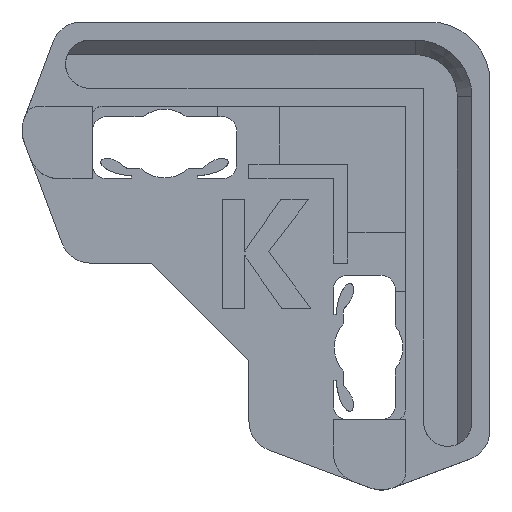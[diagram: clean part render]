
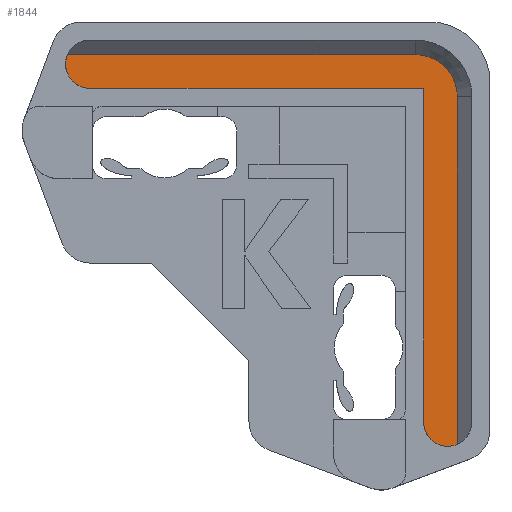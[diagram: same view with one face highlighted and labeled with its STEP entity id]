
A CAD part, top view. The second image highlights one B-rep face of the part: STEP entity #1844.
In plain terms, the highlighted planar face has unit normal (0, 0, 1).
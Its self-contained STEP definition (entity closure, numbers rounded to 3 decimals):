
#318 = EDGE_CURVE ( 'NONE', #1975, #3916, #4694, .T. ) ;
#396 = AXIS2_PLACEMENT_3D ( 'NONE', #1923, #2773, #2805 ) ;
#405 = EDGE_CURVE ( 'NONE', #3916, #1343, #703, .T. ) ;
#528 = CARTESIAN_POINT ( 'NONE',  ( 34.684, 17.3, 1.4 ) ) ;
#586 = DIRECTION ( 'NONE',  ( 0., 0., 1. ) ) ;
#606 = AXIS2_PLACEMENT_3D ( 'NONE', #4793, #3964, #1812 ) ;
#703 = LINE ( 'NONE', #2743, #5007 ) ;
#755 = CARTESIAN_POINT ( 'NONE',  ( 38.191, -15.042, 1.4 ) ) ;
#856 = CIRCLE ( 'NONE', #1391, 2. ) ;
#1033 = PLANE ( 'NONE',  #396 ) ;
#1250 = DIRECTION ( 'NONE',  ( 1., 0., 0. ) ) ;
#1257 = VECTOR ( 'NONE', #3359, 1000. ) ;
#1280 = CARTESIAN_POINT ( 'NONE',  ( 34.691, 13.8, 1.4 ) ) ;
#1324 = DIRECTION ( 'NONE',  ( 0., 1., 0. ) ) ;
#1343 = VERTEX_POINT ( 'NONE', #1686 ) ;
#1361 = EDGE_CURVE ( 'NONE', #5557, #2026, #3674, .T. ) ;
#1391 = AXIS2_PLACEMENT_3D ( 'NONE', #3939, #586, #1869 ) ;
#1578 = DIRECTION ( 'NONE',  ( -1., 0., 0. ) ) ;
#1647 = VECTOR ( 'NONE', #1578, 1000. ) ;
#1686 = CARTESIAN_POINT ( 'NONE',  ( 35.391, 14.5, 1.4 ) ) ;
#1741 = EDGE_CURVE ( 'NONE', #2506, #4872, #856, .T. ) ;
#1812 = DIRECTION ( 'NONE',  ( 1., 0., 0. ) ) ;
#1844 = ADVANCED_FACE ( 'NONE', ( #1951 ), #1033, .T. ) ;
#1869 = DIRECTION ( 'NONE',  ( 1., 0., 0. ) ) ;
#1923 = CARTESIAN_POINT ( 'NONE',  ( 0., 0., 1.4 ) ) ;
#1951 = FACE_OUTER_BOUND ( 'NONE', #2157, .T. ) ;
#1975 = VERTEX_POINT ( 'NONE', #3459 ) ;
#2000 = LINE ( 'NONE', #5466, #1647 ) ;
#2026 = VERTEX_POINT ( 'NONE', #528 ) ;
#2139 = EDGE_CURVE ( 'NONE', #4872, #5557, #5220, .T. ) ;
#2157 = EDGE_LOOP ( 'NONE', ( #2226, #5111, #3282, #3059, #3394, #3239, #2939 ) ) ;
#2226 = ORIENTED_EDGE ( 'NONE', *, *, #1741, .T. ) ;
#2300 = EDGE_CURVE ( 'NONE', #2026, #1975, #2000, .T. ) ;
#2506 = VERTEX_POINT ( 'NONE', #3979 ) ;
#2743 = CARTESIAN_POINT ( 'NONE',  ( 0., 14.5, 1.4 ) ) ;
#2769 = AXIS2_PLACEMENT_3D ( 'NONE', #1280, #5146, #1250 ) ;
#2773 = DIRECTION ( 'NONE',  ( 0., 0., 1. ) ) ;
#2774 = EDGE_CURVE ( 'NONE', #2506, #1343, #5093, .T. ) ;
#2805 = DIRECTION ( 'NONE',  ( 1., 0., 0. ) ) ;
#2884 = CARTESIAN_POINT ( 'NONE',  ( 35.391, 0., 1.4 ) ) ;
#2939 = ORIENTED_EDGE ( 'NONE', *, *, #2774, .F. ) ;
#3059 = ORIENTED_EDGE ( 'NONE', *, *, #2300, .T. ) ;
#3169 = DIRECTION ( 'NONE',  ( 1., 0., 0. ) ) ;
#3239 = ORIENTED_EDGE ( 'NONE', *, *, #405, .T. ) ;
#3282 = ORIENTED_EDGE ( 'NONE', *, *, #1361, .T. ) ;
#3359 = DIRECTION ( 'NONE',  ( 0., 1., 0. ) ) ;
#3394 = ORIENTED_EDGE ( 'NONE', *, *, #318, .T. ) ;
#3459 = CARTESIAN_POINT ( 'NONE',  ( 5.849, 17.3, 1.4 ) ) ;
#3543 = VECTOR ( 'NONE', #1324, 1000. ) ;
#3674 = CIRCLE ( 'NONE', #2769, 3.5 ) ;
#3916 = VERTEX_POINT ( 'NONE', #4911 ) ;
#3939 = CARTESIAN_POINT ( 'NONE',  ( 37.391, -13.209, 1.4 ) ) ;
#3964 = DIRECTION ( 'NONE',  ( 0., 0., 1. ) ) ;
#3979 = CARTESIAN_POINT ( 'NONE',  ( 35.391, -13.209, 1.4 ) ) ;
#4469 = CARTESIAN_POINT ( 'NONE',  ( 38.191, 13.793, 1.4 ) ) ;
#4694 = CIRCLE ( 'NONE', #606, 2. ) ;
#4793 = CARTESIAN_POINT ( 'NONE',  ( 7.682, 16.5, 1.4 ) ) ;
#4872 = VERTEX_POINT ( 'NONE', #755 ) ;
#4911 = CARTESIAN_POINT ( 'NONE',  ( 7.682, 14.5, 1.4 ) ) ;
#5007 = VECTOR ( 'NONE', #3169, 1000. ) ;
#5093 = LINE ( 'NONE', #2884, #1257 ) ;
#5111 = ORIENTED_EDGE ( 'NONE', *, *, #2139, .T. ) ;
#5146 = DIRECTION ( 'NONE',  ( 0., 0., 1. ) ) ;
#5220 = LINE ( 'NONE', #5300, #3543 ) ;
#5300 = CARTESIAN_POINT ( 'NONE',  ( 38.191, 0., 1.4 ) ) ;
#5466 = CARTESIAN_POINT ( 'NONE',  ( 7.682, 17.3, 1.4 ) ) ;
#5557 = VERTEX_POINT ( 'NONE', #4469 ) ;
